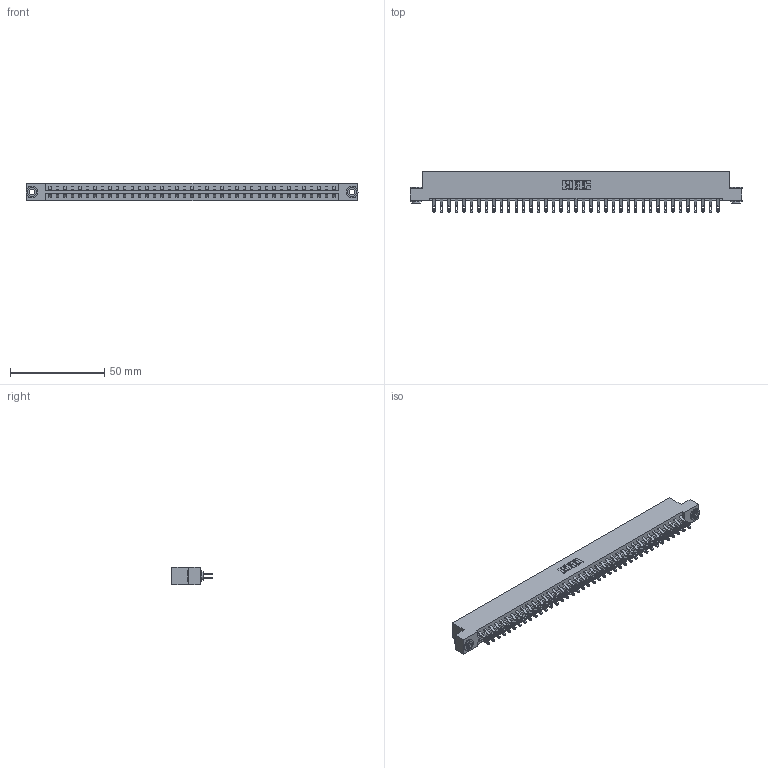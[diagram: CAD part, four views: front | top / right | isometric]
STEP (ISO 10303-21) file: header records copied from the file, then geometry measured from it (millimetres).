
FILE_DESCRIPTION (( 'STEP AP203' ), '1' );
FILE_NAME ('333-078-555-203.STEP', '2018-08-05T00:35:37', ( '' ), ( '' ), 'SwSTEP 2.0', 'SolidWorks 2016', '' );
FILE_SCHEMA (( 'CONFIG_CONTROL_DESIGN' ));
Length unit declared in the file: inch
Products named in the file (4): 333 Part_Flush - .156 Dia - TH; 345-292-001_555 Tail; 345-250-002_345-250-002-102; 333-078-555-203
Assembly tree (81 placements, depth 2):
  333-078-555-203
    333 Part_Flush - .156 Dia - TH
    345-292-001_555 Tail  x78
    345-250-002_345-250-002-102  x2
Bounding box: 176.07 x 21.47 x 9.4 mm (x, y, z)
Volume: 18193.6 mm3; surface area: 22544.1 mm2
Topology: 81 solids, 81 shells, 4676 faces, 14661 edges, 9770 vertices
Faces by surface type: plane 2732, cylinder 1936, cone 8
Entity records: 26454 total; most frequent: CARTESIAN_POINT 4399, ORIENTED_EDGE 4298, DIRECTION 3767, EDGE_CURVE 2149, VECTOR 1977, LINE 1977, VERTEX_POINT 1430, AXIS2_PLACEMENT_3D 895
